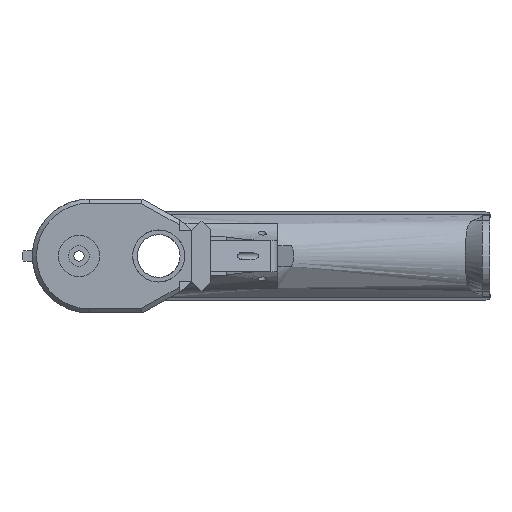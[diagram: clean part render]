
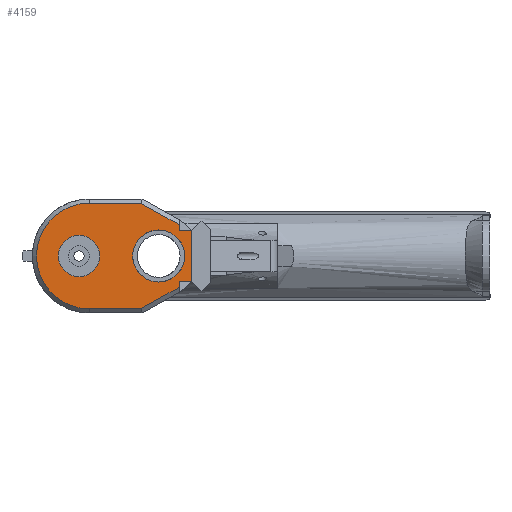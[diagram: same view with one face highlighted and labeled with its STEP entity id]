
A CAD part, left-side view. The second image highlights one B-rep face of the part: STEP entity #4159.
In plain terms, the highlighted planar face has unit normal (-1, 0, 0).
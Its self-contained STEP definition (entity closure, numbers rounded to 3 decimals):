
#77=CIRCLE('',#4390,16.193);
#86=CIRCLE('',#4414,7.976);
#87=CIRCLE('',#4415,6.35);
#161=FACE_BOUND('',#682,.T.);
#162=FACE_BOUND('',#683,.T.);
#299=PLANE('',#4413);
#460=FACE_OUTER_BOUND('',#681,.T.);
#681=EDGE_LOOP('',(#3161,#3162,#3163,#3164,#3165,#3166,#3167,#3168,#3169,
#3170));
#682=EDGE_LOOP('',(#3171));
#683=EDGE_LOOP('',(#3172));
#882=LINE('',#5898,#1321);
#989=LINE('',#6116,#1428);
#995=LINE('',#6127,#1434);
#997=LINE('',#6136,#1436);
#1002=LINE('',#6145,#1441);
#1013=LINE('',#6172,#1452);
#1034=LINE('',#6275,#1473);
#1035=LINE('',#6276,#1474);
#1036=LINE('',#6277,#1475);
#1321=VECTOR('',#4713,10.);
#1428=VECTOR('',#4898,10.);
#1434=VECTOR('',#4906,10.);
#1436=VECTOR('',#4916,10.);
#1441=VECTOR('',#4923,10.);
#1452=VECTOR('',#4950,10.);
#1473=VECTOR('',#4995,10.);
#1474=VECTOR('',#4996,10.);
#1475=VECTOR('',#4997,10.);
#1805=VERTEX_POINT('',#5895);
#1806=VERTEX_POINT('',#5897);
#1877=VERTEX_POINT('',#6114);
#1878=VERTEX_POINT('',#6115);
#1882=VERTEX_POINT('',#6125);
#1884=VERTEX_POINT('',#6130);
#1885=VERTEX_POINT('',#6135);
#1888=VERTEX_POINT('',#6143);
#1896=VERTEX_POINT('',#6171);
#1918=VERTEX_POINT('',#6274);
#1919=VERTEX_POINT('',#6278);
#1920=VERTEX_POINT('',#6280);
#2224=EDGE_CURVE('',#1805,#1806,#882,.T.);
#2332=EDGE_CURVE('',#1877,#1878,#989,.T.);
#2338=EDGE_CURVE('',#1882,#1877,#995,.T.);
#2340=EDGE_CURVE('',#1884,#1882,#77,.T.);
#2342=EDGE_CURVE('',#1885,#1884,#997,.T.);
#2347=EDGE_CURVE('',#1888,#1885,#1002,.T.);
#2361=EDGE_CURVE('',#1896,#1878,#1013,.T.);
#2389=EDGE_CURVE('',#1888,#1918,#1034,.T.);
#2390=EDGE_CURVE('',#1806,#1918,#1035,.T.);
#2391=EDGE_CURVE('',#1896,#1805,#1036,.T.);
#2392=EDGE_CURVE('',#1919,#1919,#86,.T.);
#2393=EDGE_CURVE('',#1920,#1920,#87,.T.);
#3161=ORIENTED_EDGE('',*,*,#2347,.F.);
#3162=ORIENTED_EDGE('',*,*,#2389,.T.);
#3163=ORIENTED_EDGE('',*,*,#2390,.F.);
#3164=ORIENTED_EDGE('',*,*,#2224,.F.);
#3165=ORIENTED_EDGE('',*,*,#2391,.F.);
#3166=ORIENTED_EDGE('',*,*,#2361,.T.);
#3167=ORIENTED_EDGE('',*,*,#2332,.F.);
#3168=ORIENTED_EDGE('',*,*,#2338,.F.);
#3169=ORIENTED_EDGE('',*,*,#2340,.F.);
#3170=ORIENTED_EDGE('',*,*,#2342,.F.);
#3171=ORIENTED_EDGE('',*,*,#2392,.T.);
#3172=ORIENTED_EDGE('',*,*,#2393,.T.);
#4159=ADVANCED_FACE('',(#460,#161,#162),#299,.T.);
#4390=AXIS2_PLACEMENT_3D('',#6132,#4910,#4911);
#4413=AXIS2_PLACEMENT_3D('',#6273,#4993,#4994);
#4414=AXIS2_PLACEMENT_3D('',#6279,#4998,#4999);
#4415=AXIS2_PLACEMENT_3D('',#6281,#5000,#5001);
#4713=DIRECTION('',(0.,0.,-1.));
#4898=DIRECTION('',(0.,-0.871,-0.491));
#4906=DIRECTION('',(0.,-1.,0.));
#4910=DIRECTION('center_axis',(1.,0.,0.));
#4911=DIRECTION('ref_axis',(0.,0.,1.));
#4916=DIRECTION('',(0.,1.,0.));
#4923=DIRECTION('',(0.,0.871,-0.491));
#4950=DIRECTION('',(0.,0.,1.));
#4993=DIRECTION('center_axis',(-1.,0.,0.));
#4994=DIRECTION('ref_axis',(0.,0.,1.));
#4995=DIRECTION('',(0.,0.,1.));
#4996=DIRECTION('',(0.,1.,0.));
#4997=DIRECTION('',(0.,-1.,0.));
#4998=DIRECTION('center_axis',(1.,0.,0.));
#4999=DIRECTION('ref_axis',(0.,0.,-1.));
#5000=DIRECTION('center_axis',(1.,0.,0.));
#5001=DIRECTION('ref_axis',(0.,0.,-1.));
#5895=CARTESIAN_POINT('',(-85.916,-34.431,7.836));
#5897=CARTESIAN_POINT('',(-85.916,-34.431,-7.836));
#5898=CARTESIAN_POINT('',(-85.916,-34.431,7.836));
#6114=CARTESIAN_POINT('',(-85.916,-18.99,16.193));
#6115=CARTESIAN_POINT('',(-85.916,-30.674,9.605));
#6116=CARTESIAN_POINT('',(-85.916,-16.345,17.684));
#6125=CARTESIAN_POINT('',(-85.916,-3.175,16.193));
#6127=CARTESIAN_POINT('',(-85.916,-5.684,16.193));
#6130=CARTESIAN_POINT('',(-85.916,-3.175,-16.193));
#6132=CARTESIAN_POINT('Origin',(-85.916,-3.175,0.));
#6135=CARTESIAN_POINT('',(-85.916,-18.99,-16.193));
#6136=CARTESIAN_POINT('',(-85.916,-13.758,-16.193));
#6143=CARTESIAN_POINT('',(-85.916,-30.674,-9.605));
#6145=CARTESIAN_POINT('',(-85.916,-25.755,-12.378));
#6171=CARTESIAN_POINT('',(-85.916,-30.674,7.836));
#6172=CARTESIAN_POINT('',(-85.916,-30.674,7.49));
#6273=CARTESIAN_POINT('Origin',(-85.916,-8.193,8.731));
#6274=CARTESIAN_POINT('',(-85.916,-30.674,-7.836));
#6275=CARTESIAN_POINT('',(-85.916,-30.674,-1.959));
#6276=CARTESIAN_POINT('',(-85.916,-34.431,-7.836));
#6277=CARTESIAN_POINT('',(-85.916,-30.925,7.836));
#6278=CARTESIAN_POINT('',(-85.916,-24.436,7.976));
#6279=CARTESIAN_POINT('Origin',(-85.916,-24.436,0.));
#6280=CARTESIAN_POINT('',(-85.916,0.,6.35));
#6281=CARTESIAN_POINT('Origin',(-85.916,0.,0.));
